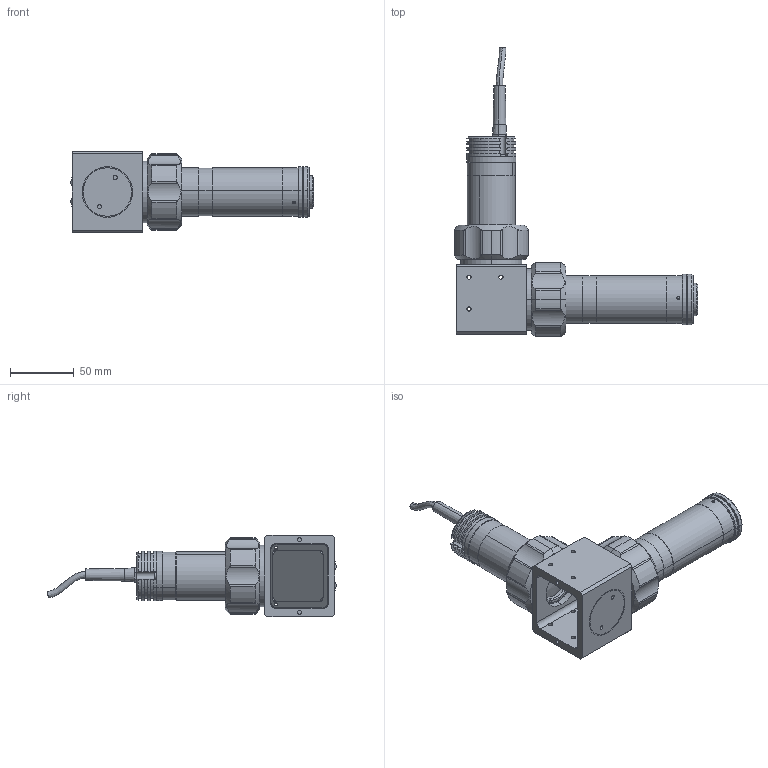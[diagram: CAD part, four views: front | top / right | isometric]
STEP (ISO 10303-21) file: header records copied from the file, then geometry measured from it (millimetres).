
FILE_DESCRIPTION (( 'STEP AP203' ), '1' );
FILE_NAME ('DP71599-B_TCCXQ050-G.step', '2021-11-26T09:17:38', ( '' ), ( '' ), 'SwSTEP 2.0', 'SolidWorks 2021', '' );
FILE_SCHEMA (( 'CONFIG_CONTROL_DESIGN' ));
Length unit declared in the file: millimetre
Products named in the file (1): DP71599-B_TCCXQ050-G
Bounding box: 190.41 x 226.28 x 64 mm (x, y, z)
Surface area: 81818.9 mm2 (no closed solid volume)
Topology: 0 solids, 41 shells, 372 faces, 1129 edges, 798 vertices
Faces by surface type: cylinder 184, plane 144, cone 30, torus 10, sphere 2, bspline 2
Entity records: 13944 total; most frequent: CARTESIAN_POINT 3594, DIRECTION 2242, ORIENTED_EDGE 1905, EDGE_CURVE 1129, AXIS2_PLACEMENT_3D 850, VERTEX_POINT 798, VECTOR 542, LINE 542
